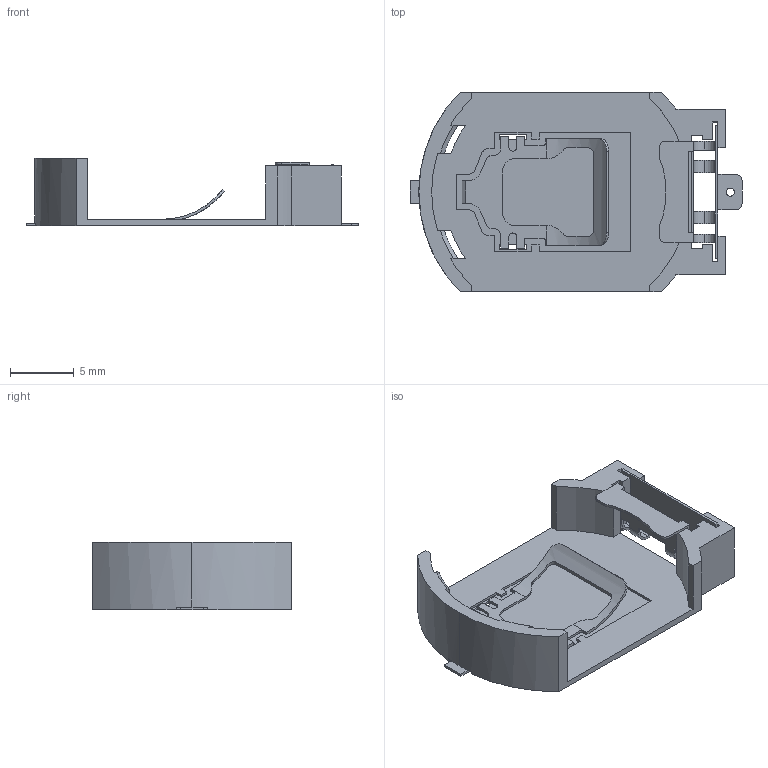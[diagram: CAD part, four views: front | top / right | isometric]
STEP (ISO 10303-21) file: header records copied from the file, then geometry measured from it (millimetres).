
FILE_DESCRIPTION (( 'STEP AP214' ), '1' );
FILE_NAME ('BAT-SMD_BS-08-B2AA016.step', '2022-06-16T10:55:56', ( '' ), ( '' ), 'SwSTEP 2.0', 'SolidWorks 2020', '' );
FILE_SCHEMA (( 'AUTOMOTIVE_DESIGN' ));
Length unit declared in the file: millimetre
Products named in the file (1): BAT-SMD_BS-08-B2AA016
Bounding box: 26.1 x 15.7 x 5.31 mm (x, y, z)
Volume: 347.7 mm3; surface area: 1359.5 mm2
Topology: 2 solids, 2 shells, 456 faces, 1334 edges, 884 vertices
Faces by surface type: plane 292, bspline 98, cylinder 64, cone 2
Entity records: 20699 total; most frequent: CARTESIAN_POINT 4091, ORIENTED_EDGE 2668, DIRECTION 1964, EDGE_CURVE 1334, VECTOR 982, LINE 982, VERTEX_POINT 884, AXIS2_PLACEMENT_3D 491
